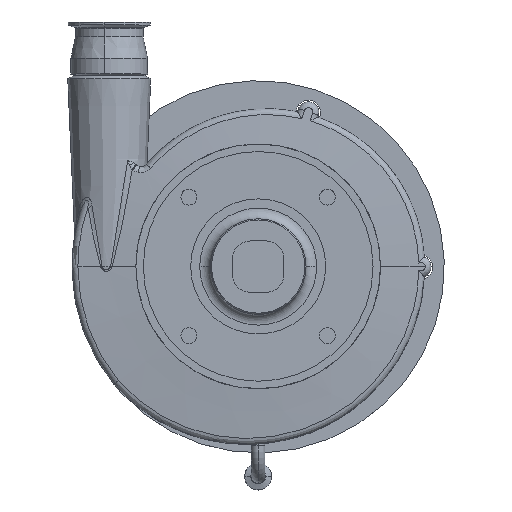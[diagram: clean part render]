
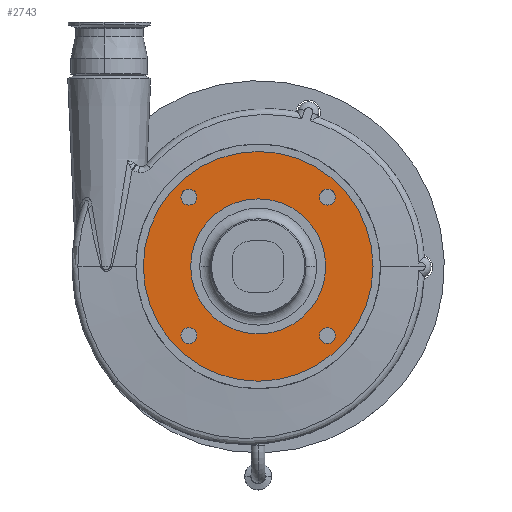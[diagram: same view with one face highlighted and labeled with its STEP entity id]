
A CAD part, top view. The second image highlights one B-rep face of the part: STEP entity #2743.
In plain terms, the highlighted planar face has unit normal (0, 0, 1).
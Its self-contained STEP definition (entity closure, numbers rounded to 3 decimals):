
#186 = AXIS2_PLACEMENT_3D ( 'NONE', #5794, #844, #5867 ) ;
#294 = VERTEX_POINT ( 'NONE', #9070 ) ;
#330 = VERTEX_POINT ( 'NONE', #6680 ) ;
#464 = EDGE_LOOP ( 'NONE', ( #9293, #10561 ) ) ;
#501 = AXIS2_PLACEMENT_3D ( 'NONE', #8969, #3958, #5282 ) ;
#571 = ORIENTED_EDGE ( 'NONE', *, *, #2380, .T. ) ;
#572 = AXIS2_PLACEMENT_3D ( 'NONE', #5586, #621, #1947 ) ;
#619 = PLANE ( 'NONE',  #15129 ) ;
#621 = DIRECTION ( 'NONE',  ( 0., 0., 1. ) ) ;
#682 = DIRECTION ( 'NONE',  ( 1., 0., 0. ) ) ;
#716 = CIRCLE ( 'NONE', #9381, 63.5 ) ;
#726 = ORIENTED_EDGE ( 'NONE', *, *, #12051, .T. ) ;
#802 = CARTESIAN_POINT ( 'NONE',  ( 72.607, -65.107, 205.5 ) ) ;
#844 = DIRECTION ( 'NONE',  ( 0., 0., -1. ) ) ;
#1014 = EDGE_CURVE ( 'NONE', #2773, #10251, #3820, .T. ) ;
#1024 = EDGE_LOOP ( 'NONE', ( #6346, #15340 ) ) ;
#1122 = DIRECTION ( 'NONE',  ( 1., 0., 0. ) ) ;
#1176 = AXIS2_PLACEMENT_3D ( 'NONE', #5466, #10390, #7998 ) ;
#1221 = VERTEX_POINT ( 'NONE', #11857 ) ;
#1233 = CIRCLE ( 'NONE', #9126, 7.5 ) ;
#1628 = CARTESIAN_POINT ( 'NONE',  ( 57.607, -65.107, 205.5 ) ) ;
#1902 = DIRECTION ( 'NONE',  ( 0., 0., 1. ) ) ;
#1942 = DIRECTION ( 'NONE',  ( 1., 0., 0. ) ) ;
#1947 = DIRECTION ( 'NONE',  ( 1., 0., 0. ) ) ;
#2380 = EDGE_CURVE ( 'NONE', #1221, #10399, #14593, .T. ) ;
#2530 = CARTESIAN_POINT ( 'NONE',  ( -65.107, 65.107, 205.5 ) ) ;
#2710 = DIRECTION ( 'NONE',  ( 1., 0., 0. ) ) ;
#2743 = ADVANCED_FACE ( 'NONE', ( #11814, #8040, #15644, #3102, #4338, #11889 ), #619, .T. ) ;
#2748 = CARTESIAN_POINT ( 'NONE',  ( 108., 0., 205.5 ) ) ;
#2773 = VERTEX_POINT ( 'NONE', #1628 ) ;
#2943 = DIRECTION ( 'NONE',  ( 0., 0., 1. ) ) ;
#3026 = CIRCLE ( 'NONE', #1176, 7.5 ) ;
#3102 = FACE_BOUND ( 'NONE', #3729, .T. ) ;
#3599 = EDGE_LOOP ( 'NONE', ( #15987, #14459 ) ) ;
#3684 = DIRECTION ( 'NONE',  ( 1., 0., 0. ) ) ;
#3699 = CARTESIAN_POINT ( 'NONE',  ( 0., 0., 205.5 ) ) ;
#3729 = EDGE_LOOP ( 'NONE', ( #726, #14003 ) ) ;
#3820 = CIRCLE ( 'NONE', #5414, 7.5 ) ;
#3951 = DIRECTION ( 'NONE',  ( 1., 0., 0. ) ) ;
#3958 = DIRECTION ( 'NONE',  ( 0., 0., -1. ) ) ;
#3968 = EDGE_LOOP ( 'NONE', ( #571, #6229 ) ) ;
#4222 = VERTEX_POINT ( 'NONE', #12174 ) ;
#4261 = CARTESIAN_POINT ( 'NONE',  ( 0., 0., 205.5 ) ) ;
#4338 = FACE_BOUND ( 'NONE', #1024, .T. ) ;
#4661 = AXIS2_PLACEMENT_3D ( 'NONE', #11510, #5033, #2710 ) ;
#4677 = EDGE_CURVE ( 'NONE', #16087, #294, #716, .T. ) ;
#5033 = DIRECTION ( 'NONE',  ( 0., 0., -1. ) ) ;
#5282 = DIRECTION ( 'NONE',  ( 1., 0., 0. ) ) ;
#5414 = AXIS2_PLACEMENT_3D ( 'NONE', #7140, #8291, #9516 ) ;
#5466 = CARTESIAN_POINT ( 'NONE',  ( 65.107, -65.107, 205.5 ) ) ;
#5586 = CARTESIAN_POINT ( 'NONE',  ( 0., 0., 205.5 ) ) ;
#5794 = CARTESIAN_POINT ( 'NONE',  ( -65.107, 65.107, 205.5 ) ) ;
#5824 = EDGE_CURVE ( 'NONE', #14295, #6691, #6247, .T. ) ;
#5867 = DIRECTION ( 'NONE',  ( 1., 0., 0. ) ) ;
#6229 = ORIENTED_EDGE ( 'NONE', *, *, #15568, .T. ) ;
#6247 = CIRCLE ( 'NONE', #9419, 7.5 ) ;
#6346 = ORIENTED_EDGE ( 'NONE', *, *, #13797, .T. ) ;
#6407 = VERTEX_POINT ( 'NONE', #2748 ) ;
#6680 = CARTESIAN_POINT ( 'NONE',  ( -57.607, 65.107, 205.5 ) ) ;
#6691 = VERTEX_POINT ( 'NONE', #7733 ) ;
#6916 = DIRECTION ( 'NONE',  ( 1., 0., 0. ) ) ;
#7076 = CIRCLE ( 'NONE', #501, 7.5 ) ;
#7108 = VERTEX_POINT ( 'NONE', #14333 ) ;
#7140 = CARTESIAN_POINT ( 'NONE',  ( 65.107, -65.107, 205.5 ) ) ;
#7386 = CARTESIAN_POINT ( 'NONE',  ( -65.107, -65.107, 205.5 ) ) ;
#7461 = DIRECTION ( 'NONE',  ( 0., 0., -1. ) ) ;
#7663 = CIRCLE ( 'NONE', #572, 108. ) ;
#7733 = CARTESIAN_POINT ( 'NONE',  ( -72.607, -65.107, 205.5 ) ) ;
#7998 = DIRECTION ( 'NONE',  ( 1., 0., 0. ) ) ;
#8040 = FACE_BOUND ( 'NONE', #3599, .T. ) ;
#8291 = DIRECTION ( 'NONE',  ( 0., 0., -1. ) ) ;
#8347 = EDGE_CURVE ( 'NONE', #4222, #6407, #9690, .T. ) ;
#8576 = EDGE_CURVE ( 'NONE', #6691, #14295, #7076, .T. ) ;
#8782 = CIRCLE ( 'NONE', #10888, 7.5 ) ;
#8969 = CARTESIAN_POINT ( 'NONE',  ( -65.107, -65.107, 205.5 ) ) ;
#9070 = CARTESIAN_POINT ( 'NONE',  ( -63.5, 0., 205.5 ) ) ;
#9126 = AXIS2_PLACEMENT_3D ( 'NONE', #14670, #11004, #15988 ) ;
#9293 = ORIENTED_EDGE ( 'NONE', *, *, #11612, .T. ) ;
#9381 = AXIS2_PLACEMENT_3D ( 'NONE', #3699, #12573, #3951 ) ;
#9419 = AXIS2_PLACEMENT_3D ( 'NONE', #7386, #12386, #1122 ) ;
#9516 = DIRECTION ( 'NONE',  ( 1., 0., 0. ) ) ;
#9655 = CARTESIAN_POINT ( 'NONE',  ( 0., 0., 205.5 ) ) ;
#9690 = CIRCLE ( 'NONE', #11525, 108. ) ;
#10034 = EDGE_CURVE ( 'NONE', #6407, #4222, #7663, .T. ) ;
#10251 = VERTEX_POINT ( 'NONE', #802 ) ;
#10390 = DIRECTION ( 'NONE',  ( 0., 0., -1. ) ) ;
#10399 = VERTEX_POINT ( 'NONE', #15057 ) ;
#10561 = ORIENTED_EDGE ( 'NONE', *, *, #4677, .T. ) ;
#10888 = AXIS2_PLACEMENT_3D ( 'NONE', #2530, #7461, #3684 ) ;
#10920 = ORIENTED_EDGE ( 'NONE', *, *, #8347, .T. ) ;
#11004 = DIRECTION ( 'NONE',  ( 0., 0., -1. ) ) ;
#11046 = CARTESIAN_POINT ( 'NONE',  ( 63.5, 0., 205.5 ) ) ;
#11510 = CARTESIAN_POINT ( 'NONE',  ( 65.107, 65.107, 205.5 ) ) ;
#11525 = AXIS2_PLACEMENT_3D ( 'NONE', #13150, #1902, #6916 ) ;
#11612 = EDGE_CURVE ( 'NONE', #294, #16087, #15296, .T. ) ;
#11814 = FACE_BOUND ( 'NONE', #3968, .T. ) ;
#11857 = CARTESIAN_POINT ( 'NONE',  ( 72.607, 65.107, 205.5 ) ) ;
#11889 = FACE_BOUND ( 'NONE', #464, .T. ) ;
#12017 = CIRCLE ( 'NONE', #186, 7.5 ) ;
#12051 = EDGE_CURVE ( 'NONE', #330, #7108, #8782, .T. ) ;
#12174 = CARTESIAN_POINT ( 'NONE',  ( -108., 0., 205.5 ) ) ;
#12386 = DIRECTION ( 'NONE',  ( 0., 0., -1. ) ) ;
#12573 = DIRECTION ( 'NONE',  ( 0., 0., -1. ) ) ;
#13066 = EDGE_LOOP ( 'NONE', ( #15546, #10920 ) ) ;
#13150 = CARTESIAN_POINT ( 'NONE',  ( 0., 0., 205.5 ) ) ;
#13797 = EDGE_CURVE ( 'NONE', #10251, #2773, #3026, .T. ) ;
#14003 = ORIENTED_EDGE ( 'NONE', *, *, #16025, .T. ) ;
#14295 = VERTEX_POINT ( 'NONE', #15165 ) ;
#14333 = CARTESIAN_POINT ( 'NONE',  ( -72.607, 65.107, 205.5 ) ) ;
#14459 = ORIENTED_EDGE ( 'NONE', *, *, #8576, .T. ) ;
#14511 = AXIS2_PLACEMENT_3D ( 'NONE', #9655, #15617, #682 ) ;
#14593 = CIRCLE ( 'NONE', #4661, 7.5 ) ;
#14670 = CARTESIAN_POINT ( 'NONE',  ( 65.107, 65.107, 205.5 ) ) ;
#15057 = CARTESIAN_POINT ( 'NONE',  ( 57.607, 65.107, 205.5 ) ) ;
#15129 = AXIS2_PLACEMENT_3D ( 'NONE', #4261, #2943, #1942 ) ;
#15165 = CARTESIAN_POINT ( 'NONE',  ( -57.607, -65.107, 205.5 ) ) ;
#15296 = CIRCLE ( 'NONE', #14511, 63.5 ) ;
#15340 = ORIENTED_EDGE ( 'NONE', *, *, #1014, .T. ) ;
#15546 = ORIENTED_EDGE ( 'NONE', *, *, #10034, .T. ) ;
#15568 = EDGE_CURVE ( 'NONE', #10399, #1221, #1233, .T. ) ;
#15617 = DIRECTION ( 'NONE',  ( 0., 0., -1. ) ) ;
#15644 = FACE_OUTER_BOUND ( 'NONE', #13066, .T. ) ;
#15987 = ORIENTED_EDGE ( 'NONE', *, *, #5824, .T. ) ;
#15988 = DIRECTION ( 'NONE',  ( 1., 0., 0. ) ) ;
#16025 = EDGE_CURVE ( 'NONE', #7108, #330, #12017, .T. ) ;
#16087 = VERTEX_POINT ( 'NONE', #11046 ) ;
